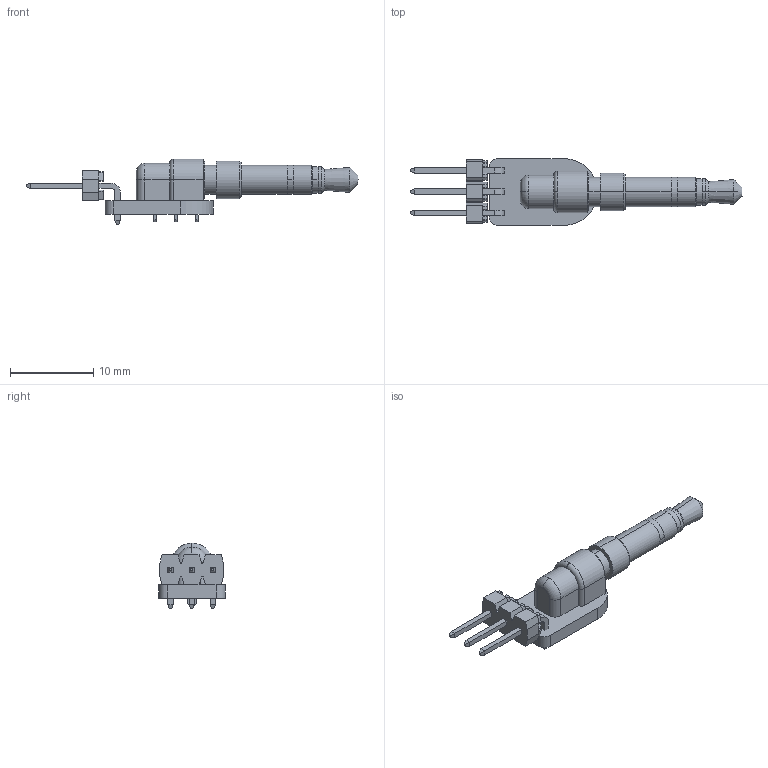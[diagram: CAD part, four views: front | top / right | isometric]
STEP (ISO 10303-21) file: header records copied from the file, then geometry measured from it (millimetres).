
FILE_DESCRIPTION(('Open CASCADE Model'),'2;1');
FILE_NAME('Open CASCADE Shape Model','2023-09-08T12:13:26',('Author'),( 'Open CASCADE'),'Open CASCADE STEP processor 7.5','Open CASCADE 7.5' ,'Unknown');
FILE_SCHEMA(('AUTOMOTIVE_DESIGN { 1 0 10303 214 1 1 1 1 }'));
Length unit declared in the file: millimetre
Products named in the file (7): PCB; Board; Open CASCADE STEP translator 7.5 1.1.1; J2; Molex 90121-0763; J1; SP-3533-02
Assembly tree (6 placements, depth 3):
  PCB
    Board
      Open CASCADE STEP translator 7.5 1.1.1
    J2
      Molex 90121-0763
    J1
      SP-3533-02
Bounding box: 39.85 x 8 x 7.9 mm (x, y, z)
Volume: 558.3 mm3; surface area: 974.7 mm2
Topology: 8 solids, 8 shells, 297 faces, 731 edges, 474 vertices
Faces by surface type: plane 182, cylinder 101, cone 10, torus 4
Entity records: 9831 total; most frequent: DIRECTION 1558, CARTESIAN_POINT 1509, ORIENTED_EDGE 1462, EDGE_CURVE 731, AXIS2_PLACEMENT_3D 523, LINE 512, VECTOR 512, VERTEX_POINT 474
